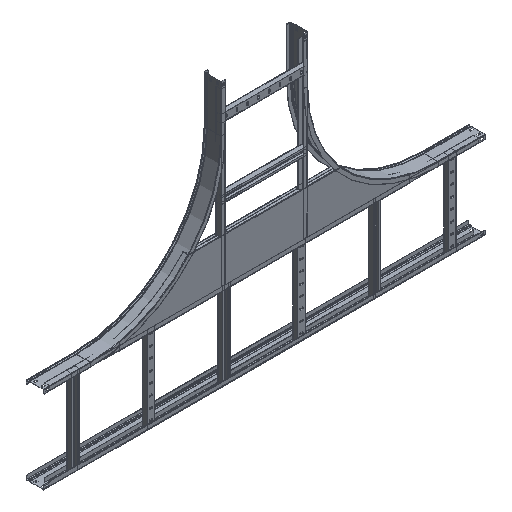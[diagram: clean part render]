
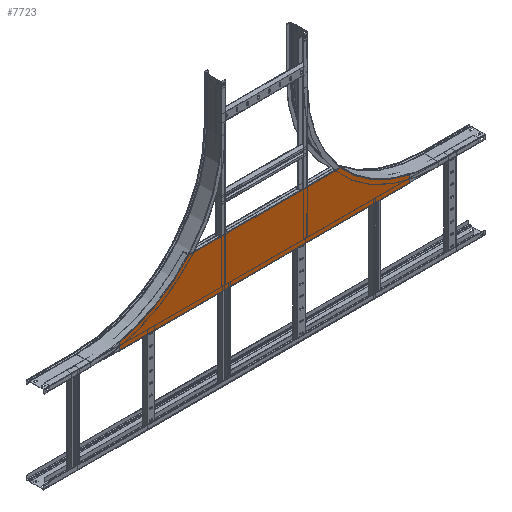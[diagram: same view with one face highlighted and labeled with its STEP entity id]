
A CAD part, isometric view. The second image highlights one B-rep face of the part: STEP entity #7723.
In plain terms, the highlighted planar face has unit normal (0, -1, 0).
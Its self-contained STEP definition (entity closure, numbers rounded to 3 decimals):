
#89 = VERTEX_POINT ( 'NONE', #2554 ) ;
#124 = DIRECTION ( 'NONE',  ( 0., 0., 1. ) ) ;
#1040 = VERTEX_POINT ( 'NONE', #4688 ) ;
#2501 = CARTESIAN_POINT ( 'NONE',  ( -990.5, -1.2, -393.2 ) ) ;
#2515 = EDGE_CURVE ( 'NONE', #13320, #11969, #11607, .T. ) ;
#2554 = CARTESIAN_POINT ( 'NONE',  ( -664.118, -1.2, -359.764 ) ) ;
#2748 = CARTESIAN_POINT ( 'NONE',  ( -668., -1.2, 226.8 ) ) ;
#3845 = VECTOR ( 'NONE', #11264, 1000. ) ;
#3974 = EDGE_LOOP ( 'NONE', ( #6694, #6830, #7382, #4340, #7801, #4096, #11555, #9149 ) ) ;
#4072 = AXIS2_PLACEMENT_3D ( 'NONE', #4327, #12784, #11812 ) ;
#4096 = ORIENTED_EDGE ( 'NONE', *, *, #12541, .T. ) ;
#4327 = CARTESIAN_POINT ( 'NONE',  ( -798.677, -1.2, 226.8 ) ) ;
#4340 = ORIENTED_EDGE ( 'NONE', *, *, #9534, .F. ) ;
#4414 = PLANE ( 'NONE',  #4072 ) ;
#4419 = CARTESIAN_POINT ( 'NONE',  ( 349.051, -1.2, -173.2 ) ) ;
#4651 = CARTESIAN_POINT ( 'NONE',  ( 668., -1.2, -395.4 ) ) ;
#4688 = CARTESIAN_POINT ( 'NONE',  ( -668., -1.2, -364.637 ) ) ;
#5051 = CARTESIAN_POINT ( 'NONE',  ( -668., -1.2, -393.2 ) ) ;
#5107 = CIRCLE ( 'NONE', #12805, 5. ) ;
#5511 = VERTEX_POINT ( 'NONE', #13369 ) ;
#5728 = AXIS2_PLACEMENT_3D ( 'NONE', #8411, #10556, #124 ) ;
#5926 = DIRECTION ( 'NONE',  ( 0., -1., 0. ) ) ;
#5978 = CARTESIAN_POINT ( 'NONE',  ( 668., -1.2, -393.2 ) ) ;
#6172 = VERTEX_POINT ( 'NONE', #7890 ) ;
#6402 = DIRECTION ( 'NONE',  ( 0., -1., 0. ) ) ;
#6694 = ORIENTED_EDGE ( 'NONE', *, *, #12644, .F. ) ;
#6830 = ORIENTED_EDGE ( 'NONE', *, *, #13234, .T. ) ;
#7382 = ORIENTED_EDGE ( 'NONE', *, *, #10761, .T. ) ;
#7403 = CARTESIAN_POINT ( 'NONE',  ( 663., -1.2, -364.637 ) ) ;
#7410 = FACE_OUTER_BOUND ( 'NONE', #3974, .T. ) ;
#7723 = ADVANCED_FACE ( 'NONE', ( #7410 ), #4414, .F. ) ;
#7801 = ORIENTED_EDGE ( 'NONE', *, *, #9012, .F. ) ;
#7890 = CARTESIAN_POINT ( 'NONE',  ( 668., -1.2, -364.637 ) ) ;
#8067 = CIRCLE ( 'NONE', #11349, 601.8 ) ;
#8399 = CARTESIAN_POINT ( 'NONE',  ( -349.051, -1.2, -173.2 ) ) ;
#8411 = CARTESIAN_POINT ( 'NONE',  ( -663., -1.2, -364.637 ) ) ;
#8705 = DIRECTION ( 'NONE',  ( 0., -1., 0. ) ) ;
#8899 = EDGE_CURVE ( 'NONE', #13320, #5511, #8067, .T. ) ;
#9012 = EDGE_CURVE ( 'NONE', #6172, #11875, #11237, .T. ) ;
#9031 = DIRECTION ( 'NONE',  ( 0., 0., -1. ) ) ;
#9149 = ORIENTED_EDGE ( 'NONE', *, *, #2515, .T. ) ;
#9534 = EDGE_CURVE ( 'NONE', #11875, #12506, #12891, .T. ) ;
#9639 = CIRCLE ( 'NONE', #5728, 5. ) ;
#9782 = CARTESIAN_POINT ( 'NONE',  ( -798.677, -1.2, 226.8 ) ) ;
#9979 = DIRECTION ( 'NONE',  ( -1., 0., 0. ) ) ;
#10055 = VECTOR ( 'NONE', #12192, 1000. ) ;
#10474 = CIRCLE ( 'NONE', #13265, 601.8 ) ;
#10556 = DIRECTION ( 'NONE',  ( 0., -1., 0. ) ) ;
#10758 = DIRECTION ( 'NONE',  ( 0., 0., 1. ) ) ;
#10761 = EDGE_CURVE ( 'NONE', #1040, #12506, #12852, .T. ) ;
#11065 = VECTOR ( 'NONE', #9979, 1000. ) ;
#11237 = LINE ( 'NONE', #4651, #10055 ) ;
#11264 = DIRECTION ( 'NONE',  ( 0., 0., -1. ) ) ;
#11271 = VECTOR ( 'NONE', #12640, 1000. ) ;
#11349 = AXIS2_PLACEMENT_3D ( 'NONE', #13407, #5926, #9031 ) ;
#11555 = ORIENTED_EDGE ( 'NONE', *, *, #8899, .F. ) ;
#11607 = LINE ( 'NONE', #12768, #11271 ) ;
#11658 = DIRECTION ( 'NONE',  ( 0., 0., 1. ) ) ;
#11812 = DIRECTION ( 'NONE',  ( 0., 0., 1. ) ) ;
#11875 = VERTEX_POINT ( 'NONE', #5978 ) ;
#11969 = VERTEX_POINT ( 'NONE', #8399 ) ;
#12192 = DIRECTION ( 'NONE',  ( 0., 0., -1. ) ) ;
#12506 = VERTEX_POINT ( 'NONE', #5051 ) ;
#12541 = EDGE_CURVE ( 'NONE', #6172, #5511, #5107, .T. ) ;
#12640 = DIRECTION ( 'NONE',  ( -1., 0., 0. ) ) ;
#12644 = EDGE_CURVE ( 'NONE', #89, #11969, #10474, .T. ) ;
#12768 = CARTESIAN_POINT ( 'NONE',  ( -560., -1.2, -173.2 ) ) ;
#12784 = DIRECTION ( 'NONE',  ( 0., 1., 0. ) ) ;
#12805 = AXIS2_PLACEMENT_3D ( 'NONE', #7403, #6402, #11658 ) ;
#12852 = LINE ( 'NONE', #2748, #3845 ) ;
#12891 = LINE ( 'NONE', #2501, #11065 ) ;
#13234 = EDGE_CURVE ( 'NONE', #89, #1040, #9639, .T. ) ;
#13265 = AXIS2_PLACEMENT_3D ( 'NONE', #9782, #8705, #10758 ) ;
#13320 = VERTEX_POINT ( 'NONE', #4419 ) ;
#13369 = CARTESIAN_POINT ( 'NONE',  ( 664.118, -1.2, -359.764 ) ) ;
#13407 = CARTESIAN_POINT ( 'NONE',  ( 798.677, -1.2, 226.8 ) ) ;
